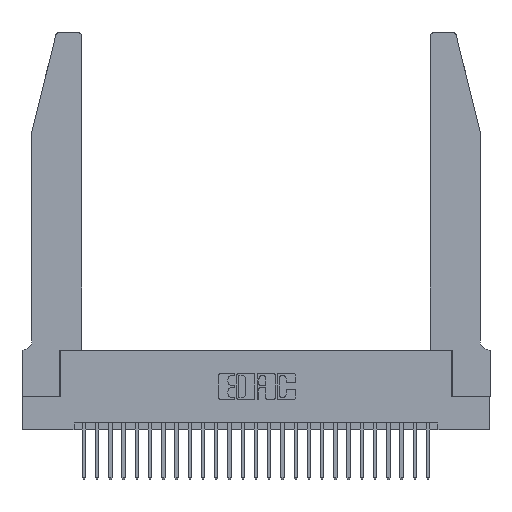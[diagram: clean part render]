
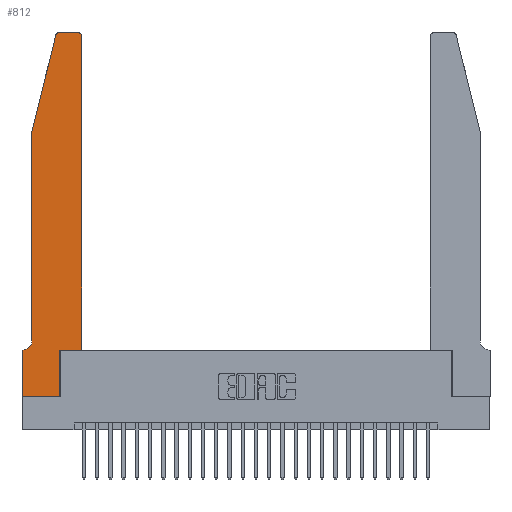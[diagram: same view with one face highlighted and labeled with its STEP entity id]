
A CAD part, top view. The second image highlights one B-rep face of the part: STEP entity #812.
In plain terms, the highlighted planar face has unit normal (0, 0, 1).
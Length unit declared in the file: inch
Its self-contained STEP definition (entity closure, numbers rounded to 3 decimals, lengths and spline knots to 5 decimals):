
#91 = EDGE_CURVE ( 'NONE', #15269, #264, #27455, .T. ) ;
#244 = EDGE_CURVE ( 'NONE', #14776, #26530, #17938, .T. ) ;
#264 = VERTEX_POINT ( 'NONE', #10575 ) ;
#388 = CARTESIAN_POINT ( 'NONE',  ( 0.4205, 2.75, 0.37 ) ) ;
#785 = EDGE_CURVE ( 'NONE', #264, #16236, #21302, .T. ) ;
#812 = ADVANCED_FACE ( 'NONE', ( #4063 ), #23644, .T. ) ;
#889 = EDGE_CURVE ( 'NONE', #11604, #3033, #11159, .T. ) ;
#1023 = AXIS2_PLACEMENT_3D ( 'NONE', #2309, #23933, #12688 ) ;
#1070 = DIRECTION ( 'NONE',  ( -1., 0., 0. ) ) ;
#1361 = DIRECTION ( 'NONE',  ( 0., -1., 0. ) ) ;
#1878 = CARTESIAN_POINT ( 'NONE',  ( 0.0055, 0.35, 0.37 ) ) ;
#2257 = DIRECTION ( 'NONE',  ( 0., -1., 0. ) ) ;
#2309 = CARTESIAN_POINT ( 'NONE',  ( 0.284, 2.72, 0.37 ) ) ;
#2987 = CARTESIAN_POINT ( 'NONE',  ( 0.2865, 0., 0.37 ) ) ;
#3033 = VERTEX_POINT ( 'NONE', #2987 ) ;
#3227 = CARTESIAN_POINT ( 'NONE',  ( 0., 0.35, 0.37 ) ) ;
#3641 = VECTOR ( 'NONE', #1070, 39.37008 ) ;
#4063 = FACE_OUTER_BOUND ( 'NONE', #13553, .T. ) ;
#4317 = AXIS2_PLACEMENT_3D ( 'NONE', #27541, #12956, #17402 ) ;
#5117 = DIRECTION ( 'NONE',  ( 1., 0., 0. ) ) ;
#5483 = DIRECTION ( 'NONE',  ( 0., 1., 0. ) ) ;
#5731 = CARTESIAN_POINT ( 'NONE',  ( 0., 0., 0.37 ) ) ;
#5837 = ORIENTED_EDGE ( 'NONE', *, *, #27199, .T. ) ;
#6239 = CARTESIAN_POINT ( 'NONE',  ( 0.2605, 2.75, 0.37 ) ) ;
#6487 = CIRCLE ( 'NONE', #12254, 0.03 ) ;
#6793 = DIRECTION ( 'NONE',  ( -1., 0., 0. ) ) ;
#6959 = ORIENTED_EDGE ( 'NONE', *, *, #21686, .T. ) ;
#7381 = CARTESIAN_POINT ( 'NONE',  ( 0.284, 2.75, 0.37 ) ) ;
#8406 = CARTESIAN_POINT ( 'NONE',  ( 0.0055, 0.42, 0.37 ) ) ;
#8930 = CARTESIAN_POINT ( 'NONE',  ( 0.2865, 0.35, 0.37 ) ) ;
#10227 = ORIENTED_EDGE ( 'NONE', *, *, #24330, .T. ) ;
#10575 = CARTESIAN_POINT ( 'NONE',  ( 0.0755, 0.42, 0.37 ) ) ;
#10604 = DIRECTION ( 'NONE',  ( -1., 0., 0. ) ) ;
#10650 = VECTOR ( 'NONE', #6793, 39.37008 ) ;
#10773 = VERTEX_POINT ( 'NONE', #8930 ) ;
#10970 = LINE ( 'NONE', #6239, #10650 ) ;
#11035 = VERTEX_POINT ( 'NONE', #23998 ) ;
#11159 = LINE ( 'NONE', #5731, #20617 ) ;
#11262 = CARTESIAN_POINT ( 'NONE',  ( 0.4205, 2.72, 0.37 ) ) ;
#11604 = VERTEX_POINT ( 'NONE', #21489 ) ;
#11760 = CARTESIAN_POINT ( 'NONE',  ( 0.0755, 2., 0.37 ) ) ;
#12254 = AXIS2_PLACEMENT_3D ( 'NONE', #11262, #19756, #17497 ) ;
#12619 = ORIENTED_EDGE ( 'NONE', *, *, #21562, .T. ) ;
#12632 = ORIENTED_EDGE ( 'NONE', *, *, #889, .T. ) ;
#12688 = DIRECTION ( 'NONE',  ( 1., 0., 0. ) ) ;
#12956 = DIRECTION ( 'NONE',  ( 0., 0., 1. ) ) ;
#13053 = ORIENTED_EDGE ( 'NONE', *, *, #785, .T. ) ;
#13553 = EDGE_LOOP ( 'NONE', ( #22374, #21201, #10227, #27291, #13053, #5837, #6959, #12632, #12619, #20638, #19987, #16321 ) ) ;
#14198 = CARTESIAN_POINT ( 'NONE',  ( 0.0755, 0.35, 0.37 ) ) ;
#14530 = DIRECTION ( 'NONE',  ( 1., 0., 0. ) ) ;
#14553 = VECTOR ( 'NONE', #2257, 39.37008 ) ;
#14776 = VERTEX_POINT ( 'NONE', #24439 ) ;
#14839 = DIRECTION ( 'NONE',  ( 0., 1., 0. ) ) ;
#15269 = VERTEX_POINT ( 'NONE', #22366 ) ;
#15898 = VERTEX_POINT ( 'NONE', #388 ) ;
#16236 = VERTEX_POINT ( 'NONE', #1878 ) ;
#16321 = ORIENTED_EDGE ( 'NONE', *, *, #20610, .T. ) ;
#16800 = EDGE_CURVE ( 'NONE', #15898, #21332, #10970, .T. ) ;
#17178 = EDGE_CURVE ( 'NONE', #10773, #14776, #17374, .T. ) ;
#17374 = LINE ( 'NONE', #20340, #22433 ) ;
#17402 = DIRECTION ( 'NONE',  ( 1., 0., 0. ) ) ;
#17497 = DIRECTION ( 'NONE',  ( 1., 0., 0. ) ) ;
#17938 = LINE ( 'NONE', #20513, #22333 ) ;
#18221 = CARTESIAN_POINT ( 'NONE',  ( 0.4505, 2.72, 0.37 ) ) ;
#18488 = VECTOR ( 'NONE', #27893, 39.37008 ) ;
#18775 = AXIS2_PLACEMENT_3D ( 'NONE', #8406, #23552, #10604 ) ;
#19671 = EDGE_CURVE ( 'NONE', #21332, #11035, #22004, .T. ) ;
#19756 = DIRECTION ( 'NONE',  ( 0., 0., 1. ) ) ;
#19987 = ORIENTED_EDGE ( 'NONE', *, *, #244, .T. ) ;
#20340 = CARTESIAN_POINT ( 'NONE',  ( 0.4505, 0.35, 0.37 ) ) ;
#20513 = CARTESIAN_POINT ( 'NONE',  ( 0.4505, 0.35, 0.37 ) ) ;
#20610 = EDGE_CURVE ( 'NONE', #26530, #15898, #6487, .T. ) ;
#20617 = VECTOR ( 'NONE', #14530, 39.37008 ) ;
#20638 = ORIENTED_EDGE ( 'NONE', *, *, #17178, .T. ) ;
#21170 = CARTESIAN_POINT ( 'NONE',  ( 0.2865, 0.35, 0.37 ) ) ;
#21201 = ORIENTED_EDGE ( 'NONE', *, *, #19671, .T. ) ;
#21302 = CIRCLE ( 'NONE', #18775, 0.07 ) ;
#21332 = VERTEX_POINT ( 'NONE', #7381 ) ;
#21356 = CARTESIAN_POINT ( 'NONE',  ( 0.0755, 2., 0.37 ) ) ;
#21489 = CARTESIAN_POINT ( 'NONE',  ( 0., 0., 0.37 ) ) ;
#21562 = EDGE_CURVE ( 'NONE', #3033, #10773, #25013, .T. ) ;
#21686 = EDGE_CURVE ( 'NONE', #24094, #11604, #22656, .T. ) ;
#22004 = CIRCLE ( 'NONE', #1023, 0.03 ) ;
#22333 = VECTOR ( 'NONE', #5483, 39.37008 ) ;
#22366 = CARTESIAN_POINT ( 'NONE',  ( 0.0755, 2., 0.37 ) ) ;
#22374 = ORIENTED_EDGE ( 'NONE', *, *, #16800, .T. ) ;
#22433 = VECTOR ( 'NONE', #5117, 39.37008 ) ;
#22656 = LINE ( 'NONE', #27711, #14553 ) ;
#23552 = DIRECTION ( 'NONE',  ( 0., 0., -1. ) ) ;
#23644 = PLANE ( 'NONE',  #4317 ) ;
#23679 = VECTOR ( 'NONE', #14839, 39.37008 ) ;
#23719 = VECTOR ( 'NONE', #1361, 39.37008 ) ;
#23885 = LINE ( 'NONE', #21356, #18488 ) ;
#23933 = DIRECTION ( 'NONE',  ( 0., 0., 1. ) ) ;
#23998 = CARTESIAN_POINT ( 'NONE',  ( 0.25487, 2.72718, 0.37 ) ) ;
#24094 = VERTEX_POINT ( 'NONE', #3227 ) ;
#24330 = EDGE_CURVE ( 'NONE', #11035, #15269, #23885, .T. ) ;
#24439 = CARTESIAN_POINT ( 'NONE',  ( 0.4505, 0.35, 0.37 ) ) ;
#25013 = LINE ( 'NONE', #21170, #23679 ) ;
#25648 = LINE ( 'NONE', #14198, #3641 ) ;
#26530 = VERTEX_POINT ( 'NONE', #18221 ) ;
#27199 = EDGE_CURVE ( 'NONE', #16236, #24094, #25648, .T. ) ;
#27291 = ORIENTED_EDGE ( 'NONE', *, *, #91, .T. ) ;
#27455 = LINE ( 'NONE', #11760, #23719 ) ;
#27541 = CARTESIAN_POINT ( 'NONE',  ( 0., 0.35, 0.37 ) ) ;
#27711 = CARTESIAN_POINT ( 'NONE',  ( 0., 0., 0.37 ) ) ;
#27893 = DIRECTION ( 'NONE',  ( -0.239, -0.971, 0. ) ) ;
